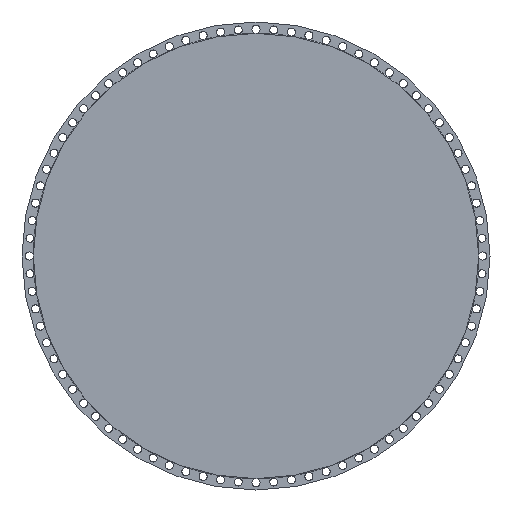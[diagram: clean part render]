
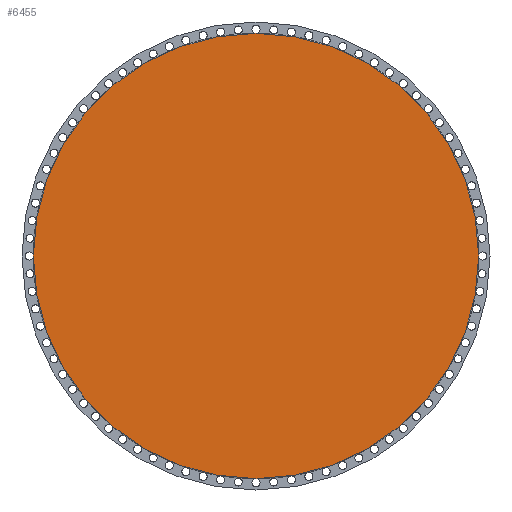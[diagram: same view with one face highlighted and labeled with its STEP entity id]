
A CAD part, left-side view. The second image highlights one B-rep face of the part: STEP entity #6455.
In plain terms, the highlighted planar face has unit normal (-1, 0, 0).
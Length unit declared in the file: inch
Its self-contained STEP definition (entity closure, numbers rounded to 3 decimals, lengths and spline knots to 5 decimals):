
#445 = CIRCLE ( 'NONE', #2349, 38.0625 ) ;
#724 = DIRECTION ( 'NONE',  ( -1., 0., 0. ) ) ;
#730 = EDGE_CURVE ( 'NONE', #6103, #5343, #445, .T. ) ;
#778 = EDGE_LOOP ( 'NONE', ( #3849, #4674 ) ) ;
#1092 = AXIS2_PLACEMENT_3D ( 'NONE', #5816, #724, #6415 ) ;
#1115 = CARTESIAN_POINT ( 'NONE',  ( 0., 0., -38.0625 ) ) ;
#1348 = FACE_OUTER_BOUND ( 'NONE', #778, .T. ) ;
#1910 = DIRECTION ( 'NONE',  ( 0., 0., 1. ) ) ;
#2349 = AXIS2_PLACEMENT_3D ( 'NONE', #7387, #6855, #2970 ) ;
#2970 = DIRECTION ( 'NONE',  ( 0., 0., 1. ) ) ;
#3498 = PLANE ( 'NONE',  #5105 ) ;
#3849 = ORIENTED_EDGE ( 'NONE', *, *, #730, .T. ) ;
#3969 = CIRCLE ( 'NONE', #1092, 38.0625 ) ;
#4409 = CARTESIAN_POINT ( 'NONE',  ( 0., 0., 38.0625 ) ) ;
#4674 = ORIENTED_EDGE ( 'NONE', *, *, #5261, .T. ) ;
#4781 = CARTESIAN_POINT ( 'NONE',  ( 0., 0., 0. ) ) ;
#5105 = AXIS2_PLACEMENT_3D ( 'NONE', #4781, #5270, #1910 ) ;
#5261 = EDGE_CURVE ( 'NONE', #5343, #6103, #3969, .T. ) ;
#5270 = DIRECTION ( 'NONE',  ( -1., 0., 0. ) ) ;
#5343 = VERTEX_POINT ( 'NONE', #1115 ) ;
#5816 = CARTESIAN_POINT ( 'NONE',  ( 0., 0., 0. ) ) ;
#6103 = VERTEX_POINT ( 'NONE', #4409 ) ;
#6415 = DIRECTION ( 'NONE',  ( 0., 0., 1. ) ) ;
#6455 = ADVANCED_FACE ( 'NONE', ( #1348 ), #3498, .T. ) ;
#6855 = DIRECTION ( 'NONE',  ( -1., 0., 0. ) ) ;
#7387 = CARTESIAN_POINT ( 'NONE',  ( 0., 0., 0. ) ) ;
